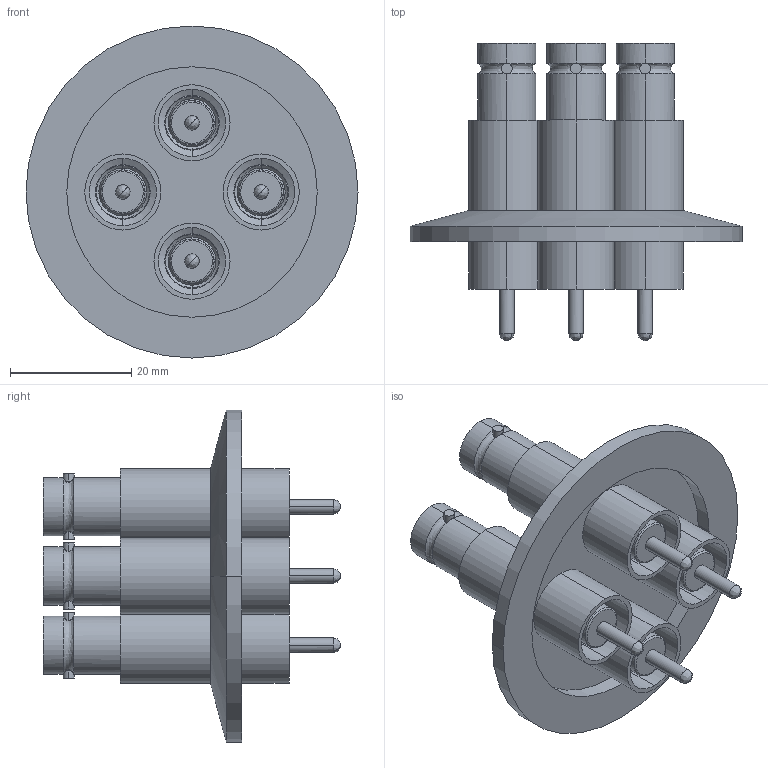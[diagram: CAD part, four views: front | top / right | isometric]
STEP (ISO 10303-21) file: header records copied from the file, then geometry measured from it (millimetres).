
FILE_DESCRIPTION (( 'STEP AP203' ), '1' );
FILE_NAME ('A6984-1-QF.STEP', '2013-08-28T13:46:06', ( '' ), ( '' ), 'SwSTEP 2.0', 'SolidWorks 2012', '' );
FILE_SCHEMA (( 'CONFIG_CONTROL_DESIGN' ));
Length unit declared in the file: inch
Products named in the file (1): A6984-1-QF
Bounding box: 54.86 x 49.15 x 54.86 mm (x, y, z)
Volume: 15968.7 mm3; surface area: 22552.1 mm2
Topology: 1 solids, 5 shells, 409 faces, 936 edges, 582 vertices
Faces by surface type: cylinder 212, cone 98, plane 67, bspline 32
Entity records: 12303 total; most frequent: CARTESIAN_POINT 2808, DIRECTION 2158, ORIENTED_EDGE 1856, EDGE_CURVE 928, AXIS2_PLACEMENT_3D 924, VERTEX_POINT 582, CIRCLE 546, EDGE_LOOP 470
